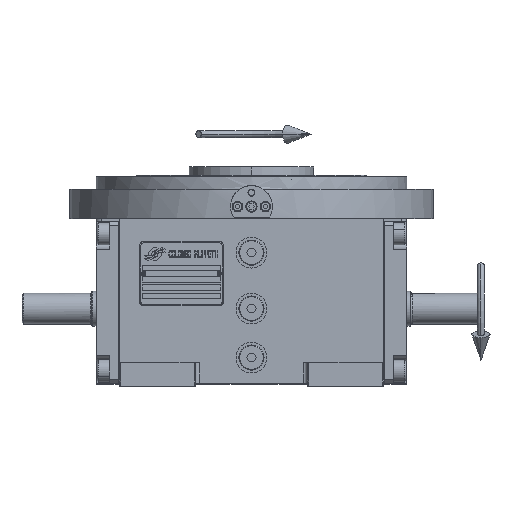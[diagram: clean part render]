
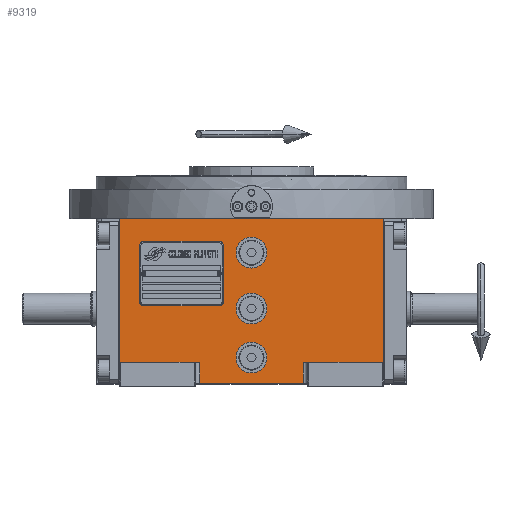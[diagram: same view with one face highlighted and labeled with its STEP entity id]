
A CAD part, top view. The second image highlights one B-rep face of the part: STEP entity #9319.
In plain terms, the highlighted planar face has unit normal (0, 0, 1).
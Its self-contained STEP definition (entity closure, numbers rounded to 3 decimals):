
#498 = EDGE_CURVE ( 'NONE', #64397, #20110, #50456, .T. ) ;
#516 = AXIS2_PLACEMENT_3D ( 'NONE', #46043, #55297, #60447 ) ;
#1125 = AXIS2_PLACEMENT_3D ( 'NONE', #46338, #10060, #67172 ) ;
#1170 = ORIENTED_EDGE ( 'NONE', *, *, #25196, .F. ) ;
#1398 = AXIS2_PLACEMENT_3D ( 'NONE', #35231, #24954, #15023 ) ;
#1730 = EDGE_LOOP ( 'NONE', ( #59214, #20065 ) ) ;
#2291 = CARTESIAN_POINT ( 'NONE',  ( 0., -35., 163.5 ) ) ;
#2931 = CARTESIAN_POINT ( 'NONE',  ( 11., 40., 163.5 ) ) ;
#3531 = DIRECTION ( 'NONE',  ( 0., 1., 0. ) ) ;
#4534 = CARTESIAN_POINT ( 'NONE',  ( 94.5, -38.5, 163.5 ) ) ;
#4544 = FACE_OUTER_BOUND ( 'NONE', #28051, .T. ) ;
#4923 = VECTOR ( 'NONE', #3531, 1000. ) ;
#5238 = ORIENTED_EDGE ( 'NONE', *, *, #65409, .F. ) ;
#5989 = LINE ( 'NONE', #36819, #34637 ) ;
#9085 = CARTESIAN_POINT ( 'NONE',  ( 0., 0., 163.5 ) ) ;
#9105 = CIRCLE ( 'NONE', #59378, 11. ) ;
#9319 = ADVANCED_FACE ( 'NONE', ( #61725, #35730, #56603, #4544 ), #9726, .T. ) ;
#9679 = CARTESIAN_POINT ( 'NONE',  ( -11., 0., 163.5 ) ) ;
#9726 = PLANE ( 'NONE',  #1125 ) ;
#10060 = DIRECTION ( 'NONE',  ( 0., 0., 1. ) ) ;
#10455 = VERTEX_POINT ( 'NONE', #33585 ) ;
#11326 = CARTESIAN_POINT ( 'NONE',  ( 11., 0., 163.5 ) ) ;
#12152 = VECTOR ( 'NONE', #16727, 1000. ) ;
#12938 = VERTEX_POINT ( 'NONE', #9679 ) ;
#13938 = CARTESIAN_POINT ( 'NONE',  ( 37., -53.5, 163.5 ) ) ;
#14956 = CARTESIAN_POINT ( 'NONE',  ( 94.5, -38.5, 163.5 ) ) ;
#15023 = DIRECTION ( 'NONE',  ( 1., 0., 0. ) ) ;
#15620 = DIRECTION ( 'NONE',  ( 1., 0., 0. ) ) ;
#15725 = CARTESIAN_POINT ( 'NONE',  ( -94.5, -38.5, 163.5 ) ) ;
#16662 = VERTEX_POINT ( 'NONE', #44157 ) ;
#16727 = DIRECTION ( 'NONE',  ( 1., 0., 0. ) ) ;
#16955 = LINE ( 'NONE', #64473, #61257 ) ;
#17073 = DIRECTION ( 'NONE',  ( -1., 0., 0. ) ) ;
#17227 = VECTOR ( 'NONE', #64166, 1000. ) ;
#17388 = EDGE_CURVE ( 'NONE', #50303, #55210, #41736, .T. ) ;
#17845 = DIRECTION ( 'NONE',  ( 1., 0., 0. ) ) ;
#17917 = CIRCLE ( 'NONE', #32097, 11. ) ;
#18502 = AXIS2_PLACEMENT_3D ( 'NONE', #2291, #29013, #17073 ) ;
#18641 = LINE ( 'NONE', #59370, #62336 ) ;
#19207 = EDGE_CURVE ( 'NONE', #37578, #31782, #29019, .T. ) ;
#19935 = CARTESIAN_POINT ( 'NONE',  ( -94.5, 64.5, 163.5 ) ) ;
#20065 = ORIENTED_EDGE ( 'NONE', *, *, #19207, .F. ) ;
#20110 = VERTEX_POINT ( 'NONE', #61280 ) ;
#20225 = CARTESIAN_POINT ( 'NONE',  ( -11., 40., 163.5 ) ) ;
#21531 = DIRECTION ( 'NONE',  ( 1., 0., 0. ) ) ;
#21548 = ORIENTED_EDGE ( 'NONE', *, *, #50997, .F. ) ;
#21669 = DIRECTION ( 'NONE',  ( 0., 0., 1. ) ) ;
#22204 = CIRCLE ( 'NONE', #1398, 11. ) ;
#23406 = DIRECTION ( 'NONE',  ( 0., -1., 0. ) ) ;
#24054 = EDGE_CURVE ( 'NONE', #31782, #37578, #53351, .T. ) ;
#24169 = ORIENTED_EDGE ( 'NONE', *, *, #54983, .F. ) ;
#24468 = VERTEX_POINT ( 'NONE', #11326 ) ;
#24779 = ORIENTED_EDGE ( 'NONE', *, *, #39635, .T. ) ;
#24954 = DIRECTION ( 'NONE',  ( 0., 0., 1. ) ) ;
#25196 = EDGE_CURVE ( 'NONE', #10455, #16662, #55670, .T. ) ;
#26064 = EDGE_LOOP ( 'NONE', ( #27338, #24169 ) ) ;
#27338 = ORIENTED_EDGE ( 'NONE', *, *, #33127, .F. ) ;
#27488 = DIRECTION ( 'NONE',  ( 1., 0., 0. ) ) ;
#28051 = EDGE_LOOP ( 'NONE', ( #62565, #47841, #24779, #57545, #21548, #46439, #37913, #37486 ) ) ;
#29013 = DIRECTION ( 'NONE',  ( 0., 0., 1. ) ) ;
#29019 = CIRCLE ( 'NONE', #516, 11. ) ;
#29099 = CARTESIAN_POINT ( 'NONE',  ( -37., -53.5, 163.5 ) ) ;
#30177 = DIRECTION ( 'NONE',  ( 0., 1., 0. ) ) ;
#31782 = VERTEX_POINT ( 'NONE', #2931 ) ;
#32097 = AXIS2_PLACEMENT_3D ( 'NONE', #64005, #65348, #17845 ) ;
#32748 = EDGE_CURVE ( 'NONE', #50303, #60530, #56836, .T. ) ;
#33127 = EDGE_CURVE ( 'NONE', #24468, #12938, #22204, .T. ) ;
#33585 = CARTESIAN_POINT ( 'NONE',  ( -11., -35., 163.5 ) ) ;
#33653 = AXIS2_PLACEMENT_3D ( 'NONE', #37085, #21669, #27488 ) ;
#33779 = DIRECTION ( 'NONE',  ( 0., 0., 1. ) ) ;
#34637 = VECTOR ( 'NONE', #15620, 1000. ) ;
#35231 = CARTESIAN_POINT ( 'NONE',  ( 0., 0., 163.5 ) ) ;
#35730 = FACE_BOUND ( 'NONE', #38914, .T. ) ;
#36307 = CARTESIAN_POINT ( 'NONE',  ( -94.5, -38.5, 163.5 ) ) ;
#36819 = CARTESIAN_POINT ( 'NONE',  ( -37., -53.5, 163.5 ) ) ;
#37085 = CARTESIAN_POINT ( 'NONE',  ( 0., 40., 163.5 ) ) ;
#37486 = ORIENTED_EDGE ( 'NONE', *, *, #50276, .F. ) ;
#37578 = VERTEX_POINT ( 'NONE', #20225 ) ;
#37913 = ORIENTED_EDGE ( 'NONE', *, *, #17388, .T. ) ;
#38914 = EDGE_LOOP ( 'NONE', ( #5238, #1170 ) ) ;
#39388 = EDGE_CURVE ( 'NONE', #60967, #52366, #5989, .T. ) ;
#39635 = EDGE_CURVE ( 'NONE', #50607, #64397, #54928, .T. ) ;
#41736 = LINE ( 'NONE', #15725, #42581 ) ;
#42581 = VECTOR ( 'NONE', #21531, 1000. ) ;
#43055 = LINE ( 'NONE', #58444, #12152 ) ;
#44157 = CARTESIAN_POINT ( 'NONE',  ( 11., -35., 163.5 ) ) ;
#44654 = CARTESIAN_POINT ( 'NONE',  ( 37., -38.5, 163.5 ) ) ;
#44842 = EDGE_CURVE ( 'NONE', #50607, #52366, #16955, .T. ) ;
#46043 = CARTESIAN_POINT ( 'NONE',  ( 0., 40., 163.5 ) ) ;
#46338 = CARTESIAN_POINT ( 'NONE',  ( -94.5, -53.5, 163.5 ) ) ;
#46439 = ORIENTED_EDGE ( 'NONE', *, *, #32748, .F. ) ;
#47641 = CARTESIAN_POINT ( 'NONE',  ( -37., -38.5, 163.5 ) ) ;
#47841 = ORIENTED_EDGE ( 'NONE', *, *, #44842, .F. ) ;
#48349 = VECTOR ( 'NONE', #30177, 1000. ) ;
#50276 = EDGE_CURVE ( 'NONE', #60967, #55210, #18641, .T. ) ;
#50303 = VERTEX_POINT ( 'NONE', #55573 ) ;
#50456 = LINE ( 'NONE', #4534, #4923 ) ;
#50607 = VERTEX_POINT ( 'NONE', #64315 ) ;
#50997 = EDGE_CURVE ( 'NONE', #60530, #20110, #43055, .T. ) ;
#52366 = VERTEX_POINT ( 'NONE', #13938 ) ;
#53351 = CIRCLE ( 'NONE', #33653, 11. ) ;
#54928 = LINE ( 'NONE', #44654, #17227 ) ;
#54983 = EDGE_CURVE ( 'NONE', #12938, #24468, #9105, .T. ) ;
#55210 = VERTEX_POINT ( 'NONE', #47641 ) ;
#55296 = DIRECTION ( 'NONE',  ( -1., 0., 0. ) ) ;
#55297 = DIRECTION ( 'NONE',  ( 0., 0., 1. ) ) ;
#55573 = CARTESIAN_POINT ( 'NONE',  ( -94.5, -38.5, 163.5 ) ) ;
#55670 = CIRCLE ( 'NONE', #18502, 11. ) ;
#56603 = FACE_BOUND ( 'NONE', #1730, .T. ) ;
#56836 = LINE ( 'NONE', #36307, #48349 ) ;
#57545 = ORIENTED_EDGE ( 'NONE', *, *, #498, .T. ) ;
#58444 = CARTESIAN_POINT ( 'NONE',  ( -94.5, 64.5, 163.5 ) ) ;
#59214 = ORIENTED_EDGE ( 'NONE', *, *, #24054, .F. ) ;
#59370 = CARTESIAN_POINT ( 'NONE',  ( -37., -53.5, 163.5 ) ) ;
#59378 = AXIS2_PLACEMENT_3D ( 'NONE', #9085, #33779, #55296 ) ;
#59706 = DIRECTION ( 'NONE',  ( 0., 1., 0. ) ) ;
#60447 = DIRECTION ( 'NONE',  ( -1., 0., 0. ) ) ;
#60530 = VERTEX_POINT ( 'NONE', #19935 ) ;
#60967 = VERTEX_POINT ( 'NONE', #29099 ) ;
#61257 = VECTOR ( 'NONE', #23406, 1000. ) ;
#61280 = CARTESIAN_POINT ( 'NONE',  ( 94.5, 64.5, 163.5 ) ) ;
#61725 = FACE_BOUND ( 'NONE', #26064, .T. ) ;
#62336 = VECTOR ( 'NONE', #59706, 1000. ) ;
#62565 = ORIENTED_EDGE ( 'NONE', *, *, #39388, .T. ) ;
#64005 = CARTESIAN_POINT ( 'NONE',  ( 0., -35., 163.5 ) ) ;
#64166 = DIRECTION ( 'NONE',  ( 1., 0., 0. ) ) ;
#64315 = CARTESIAN_POINT ( 'NONE',  ( 37., -38.5, 163.5 ) ) ;
#64397 = VERTEX_POINT ( 'NONE', #14956 ) ;
#64473 = CARTESIAN_POINT ( 'NONE',  ( 37., -38.5, 163.5 ) ) ;
#65348 = DIRECTION ( 'NONE',  ( 0., 0., 1. ) ) ;
#65409 = EDGE_CURVE ( 'NONE', #16662, #10455, #17917, .T. ) ;
#67172 = DIRECTION ( 'NONE',  ( 1., 0., 0. ) ) ;
